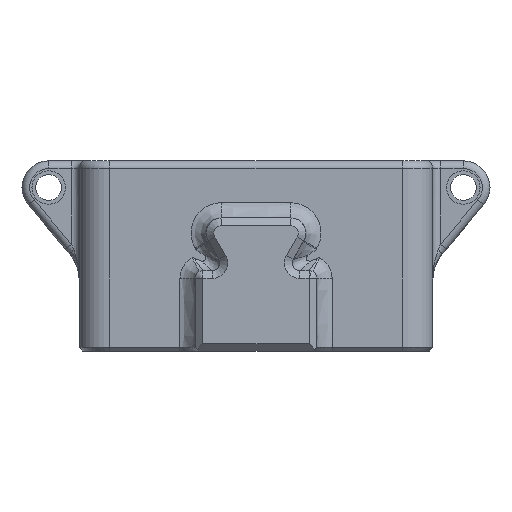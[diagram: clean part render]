
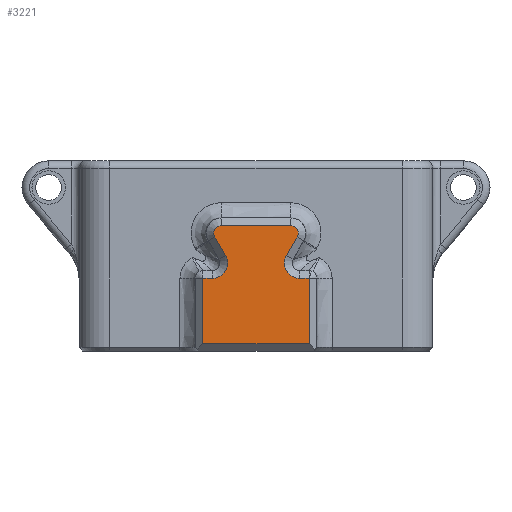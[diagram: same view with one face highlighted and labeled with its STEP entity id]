
A CAD part, left-side view. The second image highlights one B-rep face of the part: STEP entity #3221.
In plain terms, the highlighted planar face has unit normal (-1, 0, 0).
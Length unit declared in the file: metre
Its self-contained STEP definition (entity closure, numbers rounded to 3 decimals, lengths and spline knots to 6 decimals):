
#292=CIRCLE('',#3543,0.002);
#293=CIRCLE('',#3544,0.001);
#294=CIRCLE('',#3545,0.001);
#295=CIRCLE('',#3546,0.002);
#790=ORIENTED_EDGE('',*,*,#1615,.T.);
#791=ORIENTED_EDGE('',*,*,#1616,.T.);
#792=ORIENTED_EDGE('',*,*,#1617,.T.);
#793=ORIENTED_EDGE('',*,*,#1618,.T.);
#794=ORIENTED_EDGE('',*,*,#1619,.T.);
#795=ORIENTED_EDGE('',*,*,#1620,.T.);
#796=ORIENTED_EDGE('',*,*,#1621,.T.);
#797=ORIENTED_EDGE('',*,*,#1622,.T.);
#798=ORIENTED_EDGE('',*,*,#1623,.T.);
#799=ORIENTED_EDGE('',*,*,#1624,.T.);
#800=ORIENTED_EDGE('',*,*,#1625,.T.);
#801=ORIENTED_EDGE('',*,*,#1626,.T.);
#1615=EDGE_CURVE('',#2021,#2022,#2232,.T.);
#1616=EDGE_CURVE('',#2022,#2023,#2233,.T.);
#1617=EDGE_CURVE('',#2023,#2024,#2234,.T.);
#1618=EDGE_CURVE('',#2024,#2025,#2235,.T.);
#1619=EDGE_CURVE('',#2025,#2026,#292,.T.);
#1620=EDGE_CURVE('',#2026,#2027,#2236,.T.);
#1621=EDGE_CURVE('',#2027,#2028,#293,.F.);
#1622=EDGE_CURVE('',#2028,#2029,#2237,.T.);
#1623=EDGE_CURVE('',#2029,#2030,#294,.F.);
#1624=EDGE_CURVE('',#2030,#2031,#2238,.T.);
#1625=EDGE_CURVE('',#2031,#2032,#295,.T.);
#1626=EDGE_CURVE('',#2032,#2021,#2239,.T.);
#2021=VERTEX_POINT('',#5479);
#2022=VERTEX_POINT('',#5480);
#2023=VERTEX_POINT('',#5482);
#2024=VERTEX_POINT('',#5484);
#2025=VERTEX_POINT('',#5486);
#2026=VERTEX_POINT('',#5488);
#2027=VERTEX_POINT('',#5490);
#2028=VERTEX_POINT('',#5492);
#2029=VERTEX_POINT('',#5494);
#2030=VERTEX_POINT('',#5496);
#2031=VERTEX_POINT('',#5498);
#2032=VERTEX_POINT('',#5500);
#2232=LINE('',#5478,#2501);
#2233=LINE('',#5481,#2502);
#2234=LINE('',#5483,#2503);
#2235=LINE('',#5485,#2504);
#2236=LINE('',#5489,#2505);
#2237=LINE('',#5493,#2506);
#2238=LINE('',#5497,#2507);
#2239=LINE('',#5501,#2508);
#2501=VECTOR('',#4260,1.);
#2502=VECTOR('',#4261,1.);
#2503=VECTOR('',#4262,1.);
#2504=VECTOR('',#4263,1.);
#2505=VECTOR('',#4266,1.);
#2506=VECTOR('',#4269,1.);
#2507=VECTOR('',#4272,1.);
#2508=VECTOR('',#4275,1.);
#2685=EDGE_LOOP('',(#790,#791,#792,#793,#794,#795,#796,#797,#798,#799,#800,
#801));
#2916=FACE_BOUND('',#2685,.T.);
#3096=PLANE('',#3542);
#3221=ADVANCED_FACE('',(#2916),#3096,.F.);
#3542=AXIS2_PLACEMENT_3D('',#5477,#4258,#4259);
#3543=AXIS2_PLACEMENT_3D('',#5487,#4264,#4265);
#3544=AXIS2_PLACEMENT_3D('',#5491,#4267,#4268);
#3545=AXIS2_PLACEMENT_3D('',#5495,#4270,#4271);
#3546=AXIS2_PLACEMENT_3D('',#5499,#4273,#4274);
#4258=DIRECTION('',(1.,0.,0.));
#4259=DIRECTION('',(0.,1.,0.));
#4260=DIRECTION('',(0.,0.,-1.));
#4261=DIRECTION('',(0.,-1.,0.));
#4262=DIRECTION('',(0.,0.,1.));
#4263=DIRECTION('',(0.,1.,0.));
#4264=DIRECTION('',(1.,0.,0.));
#4265=DIRECTION('',(0.,0.,-1.));
#4266=DIRECTION('',(0.,-0.5,0.866));
#4267=DIRECTION('',(1.,0.,0.));
#4268=DIRECTION('',(0.,0.,-1.));
#4269=DIRECTION('',(0.,1.,0.));
#4270=DIRECTION('',(1.,0.,0.));
#4271=DIRECTION('',(0.,0.,-1.));
#4272=DIRECTION('',(0.,-0.5,-0.866));
#4273=DIRECTION('',(1.,0.,0.));
#4274=DIRECTION('',(0.,0.,-1.));
#4275=DIRECTION('',(0.,1.,0.));
#5477=CARTESIAN_POINT('',(-0.18,0.,0.00875));
#5478=CARTESIAN_POINT('',(-0.18,0.007,0.0005));
#5479=CARTESIAN_POINT('',(-0.18,0.007,0.009572));
#5480=CARTESIAN_POINT('',(-0.18,0.007,0.001));
#5481=CARTESIAN_POINT('',(-0.18,0.,0.001));
#5482=CARTESIAN_POINT('',(-0.18,-0.007,0.001));
#5483=CARTESIAN_POINT('',(-0.18,-0.007,0.00875));
#5484=CARTESIAN_POINT('',(-0.18,-0.007,0.009572));
#5485=CARTESIAN_POINT('',(-0.18,0.,0.009572));
#5486=CARTESIAN_POINT('',(-0.18,-0.005732,0.009572));
#5487=CARTESIAN_POINT('',(-0.18,-0.005732,0.011572));
#5488=CARTESIAN_POINT('',(-0.18,-0.004,0.012572));
#5489=CARTESIAN_POINT('',(-0.18,-0.001345,0.007973));
#5490=CARTESIAN_POINT('',(-0.18,-0.005402,0.015));
#5491=CARTESIAN_POINT('',(-0.18,-0.004536,0.0155));
#5492=CARTESIAN_POINT('',(-0.18,-0.004536,0.0165));
#5493=CARTESIAN_POINT('',(-0.18,0.004536,0.0165));
#5494=CARTESIAN_POINT('',(-0.18,0.004536,0.0165));
#5495=CARTESIAN_POINT('',(-0.18,0.004536,0.0155));
#5496=CARTESIAN_POINT('',(-0.18,0.005402,0.015));
#5497=CARTESIAN_POINT('',(-0.18,0.004,0.012572));
#5498=CARTESIAN_POINT('',(-0.18,0.004,0.012572));
#5499=CARTESIAN_POINT('',(-0.18,0.005732,0.011572));
#5500=CARTESIAN_POINT('',(-0.18,0.005732,0.009572));
#5501=CARTESIAN_POINT('',(-0.18,0.007,0.009572));
